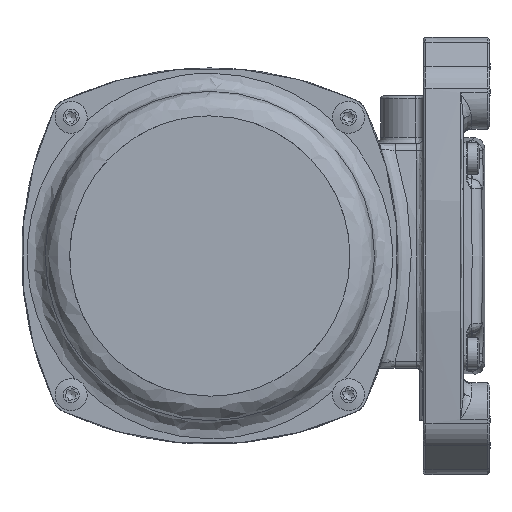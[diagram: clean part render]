
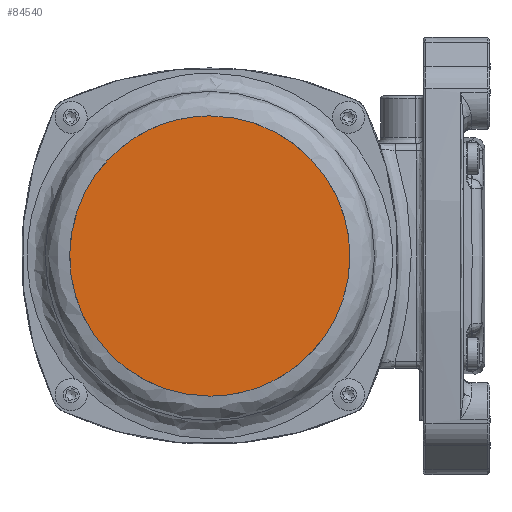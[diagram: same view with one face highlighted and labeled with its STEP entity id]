
A CAD part, left-side view. The second image highlights one B-rep face of the part: STEP entity #84540.
In plain terms, the highlighted planar face has unit normal (-1, 0, 0).
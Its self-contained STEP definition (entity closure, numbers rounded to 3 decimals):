
#7317 =( BOUNDED_CURVE ( )  B_SPLINE_CURVE ( 3, ( #68772, #7593, #66088, #86492 ),
 .UNSPECIFIED., .F., .F. ) 
 B_SPLINE_CURVE_WITH_KNOTS ( ( 4, 4 ),
 ( 0., 1. ),
 .UNSPECIFIED. ) 
 CURVE ( )  GEOMETRIC_REPRESENTATION_ITEM ( )  RATIONAL_B_SPLINE_CURVE ( ( 1., 0.333, 0.333, 1. ) ) 
 REPRESENTATION_ITEM ( '' )  );
#7593 = CARTESIAN_POINT ( 'NONE',  ( -147.5, -105., 52.5 ) ) ;
#10305 = EDGE_LOOP ( 'NONE', ( #133325, #77743 ) ) ;
#16234 = CARTESIAN_POINT ( 'NONE',  ( -147.5, 0., -52.5 ) ) ;
#17211 = FACE_OUTER_BOUND ( 'NONE', #10305, .T. ) ;
#30907 = PLANE ( 'NONE',  #77623 ) ;
#32158 = CARTESIAN_POINT ( 'NONE',  ( -147.5, 0., 52.5 ) ) ;
#44294 = EDGE_CURVE ( 'NONE', #91277, #77887, #137567, .T. ) ;
#49071 = CARTESIAN_POINT ( 'NONE',  ( -147.5, 0., 61.7 ) ) ;
#49570 = CARTESIAN_POINT ( 'NONE',  ( -147.5, 0., -52.5 ) ) ;
#63540 = CARTESIAN_POINT ( 'NONE',  ( -147.5, 0., 52.5 ) ) ;
#66080 = CARTESIAN_POINT ( 'NONE',  ( -147.5, 105., 52.5 ) ) ;
#66088 = CARTESIAN_POINT ( 'NONE',  ( -147.5, -105., -52.5 ) ) ;
#68772 = CARTESIAN_POINT ( 'NONE',  ( -147.5, 0., 52.5 ) ) ;
#77623 = AXIS2_PLACEMENT_3D ( 'NONE', #49071, #135064, #130556 ) ;
#77743 = ORIENTED_EDGE ( 'NONE', *, *, #93013, .F. ) ;
#77887 = VERTEX_POINT ( 'NONE', #63540 ) ;
#84540 = ADVANCED_FACE ( 'NONE', ( #17211 ), #30907, .F. ) ;
#86492 = CARTESIAN_POINT ( 'NONE',  ( -147.5, 0., -52.5 ) ) ;
#91277 = VERTEX_POINT ( 'NONE', #49570 ) ;
#93013 = EDGE_CURVE ( 'NONE', #77887, #91277, #7317, .T. ) ;
#127150 = CARTESIAN_POINT ( 'NONE',  ( -147.5, 105., -52.5 ) ) ;
#130556 = DIRECTION ( 'NONE',  ( 0., 0., -1. ) ) ;
#133325 = ORIENTED_EDGE ( 'NONE', *, *, #44294, .F. ) ;
#135064 = DIRECTION ( 'NONE',  ( 1., 0., 0. ) ) ;
#137567 =( BOUNDED_CURVE ( )  B_SPLINE_CURVE ( 3, ( #16234, #127150, #66080, #32158 ),
 .UNSPECIFIED., .F., .F. ) 
 B_SPLINE_CURVE_WITH_KNOTS ( ( 4, 4 ),
 ( 0., 1. ),
 .UNSPECIFIED. ) 
 CURVE ( )  GEOMETRIC_REPRESENTATION_ITEM ( )  RATIONAL_B_SPLINE_CURVE ( ( 1., 0.333, 0.333, 1. ) ) 
 REPRESENTATION_ITEM ( '' )  );
